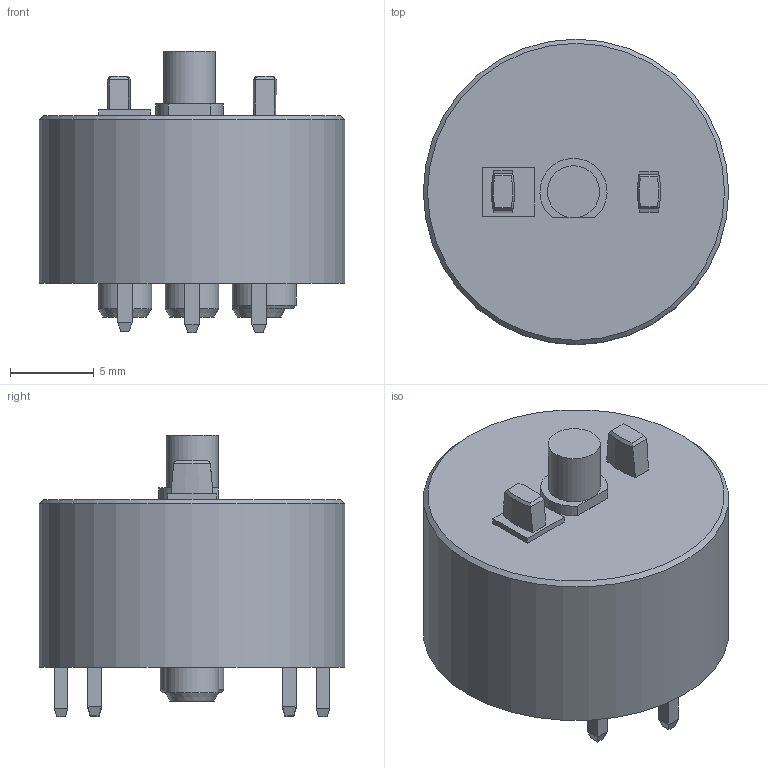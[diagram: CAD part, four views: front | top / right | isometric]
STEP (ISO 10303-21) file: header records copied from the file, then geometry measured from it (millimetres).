
FILE_DESCRIPTION(/* description */ (''),/* implementation_level */ '2;1');
FILE_NAME(/* name */ 'PTSLOIT_ipt.stp',/* time_stamp */ '2016-09-09T10:26:26+02:00',/* author */ ('mharscher'),/* organization */ (''),/* preprocessor_version */ 'ST-DEVELOPER v15.2',/* originating_system */ 'Autodesk Inventor 2014',/* authorisation */ '');
FILE_SCHEMA (('CONFIG_CONTROL_DESIGN'));
Length unit declared in the file: millimetre
Products named in the file (1): LOIT
Bounding box: 18.2 x 18.2 x 16.8 mm (x, y, z)
Volume: 2710 mm3; surface area: 1286.3 mm2
Topology: 1 solids, 1 shells, 107 faces, 240 edges, 149 vertices
Faces by surface type: plane 87, cylinder 11, cone 9
Full cylindrical faces by diameter (mm): 3.1 x1, 3.2 x2, 3.8 x1, 18.2 x1
Entity records: 2894 total; most frequent: CARTESIAN_POINT 520, DIRECTION 483, ORIENTED_EDGE 460, EDGE_CURVE 230, LINE 173, VECTOR 173, AXIS2_PLACEMENT_3D 155, VERTEX_POINT 148
